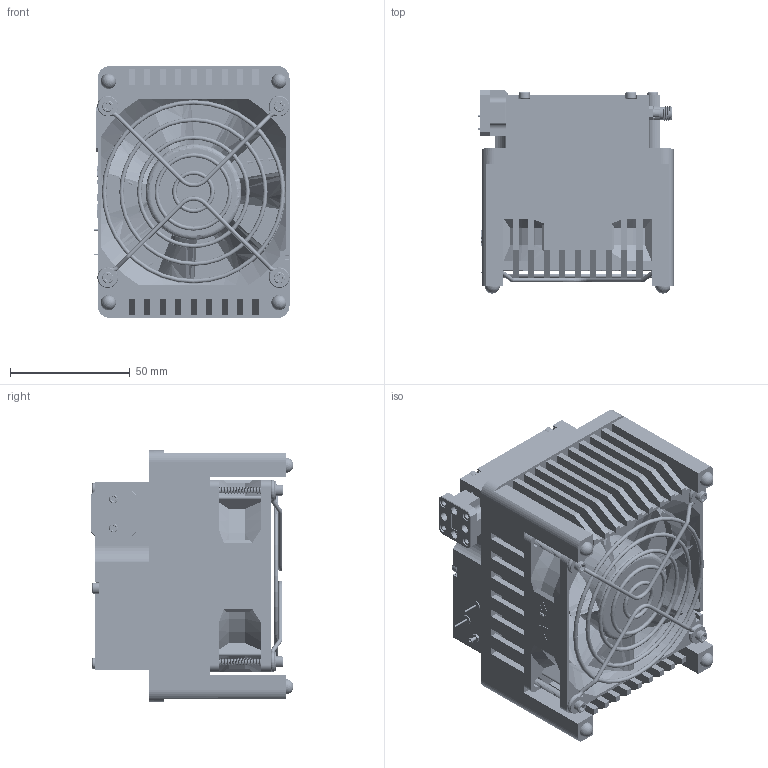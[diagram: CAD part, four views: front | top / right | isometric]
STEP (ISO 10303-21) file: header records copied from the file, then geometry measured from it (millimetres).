
FILE_DESCRIPTION (( 'STEP AP214' ), '1' );
FILE_NAME ('BF-SA-2WC-SR-H95.STEP', '2025-12-11T00:42:59', ( '' ), ( '' ), 'SwSTEP 2.0', 'SolidWorks 2021', '' );
FILE_SCHEMA (( 'AUTOMOTIVE_DESIGN' ));
Length unit declared in the file: inch
Products named in the file (1): BF-SA-2WC-SR-H95
Bounding box: 81.73 x 84.58 x 105 mm (x, y, z)
Volume: 401055.7 mm3; surface area: 149723.5 mm2
Topology: 50 solids, 50 shells, 3295 faces, 8763 edges, 5706 vertices
Faces by surface type: cylinder 1438, plane 1204, cone 279, bspline 270, torus 100, sphere 4
Entity records: 182656 total; most frequent: CARTESIAN_POINT 64160, ORIENTED_EDGE 17436, DIRECTION 13488, EDGE_CURVE 8718, VERTEX_POINT 5702, AXIS2_PLACEMENT_3D 4783, VECTOR 3922, LINE 3922
